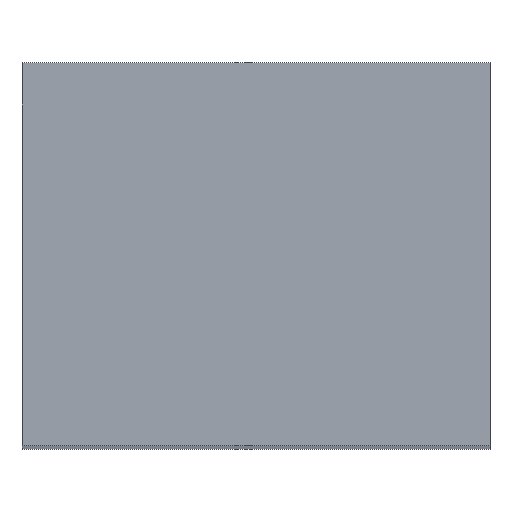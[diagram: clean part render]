
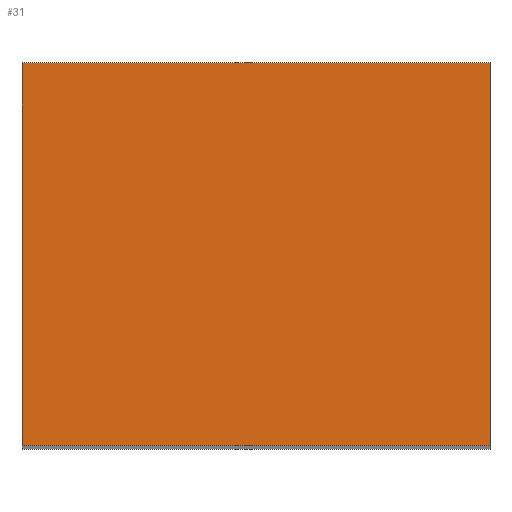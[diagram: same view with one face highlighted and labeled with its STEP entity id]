
A CAD part, top view. The second image highlights one B-rep face of the part: STEP entity #31.
In plain terms, the highlighted planar face has unit normal (0, 0, 1).
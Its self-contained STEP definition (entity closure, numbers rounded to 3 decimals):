
#1 = VERTEX_POINT ( 'NONE', #39 ) ;
#6 = DIRECTION ( 'NONE',  ( 0., -1., 0. ) ) ;
#14 = VERTEX_POINT ( 'NONE', #93 ) ;
#15 = VECTOR ( 'NONE', #94, 1000. ) ;
#18 = PLANE ( 'NONE',  #55 ) ;
#31 = ADVANCED_FACE ( 'NONE', ( #125 ), #18, .F. ) ;
#39 = CARTESIAN_POINT ( 'NONE',  ( 7.7, -6.3, 31. ) ) ;
#41 = LINE ( 'NONE', #58, #150 ) ;
#43 = DIRECTION ( 'NONE',  ( -1., 0., 0. ) ) ;
#46 = EDGE_LOOP ( 'NONE', ( #163, #162, #101, #185 ) ) ;
#54 = CARTESIAN_POINT ( 'NONE',  ( -7.7, -6.3, 31. ) ) ;
#55 = AXIS2_PLACEMENT_3D ( 'NONE', #177, #179, #168 ) ;
#58 = CARTESIAN_POINT ( 'NONE',  ( -7.7, 6.3, 31. ) ) ;
#78 = LINE ( 'NONE', #140, #145 ) ;
#81 = CARTESIAN_POINT ( 'NONE',  ( 7.7, 6.3, 31. ) ) ;
#93 = CARTESIAN_POINT ( 'NONE',  ( -7.7, 6.3, 31. ) ) ;
#94 = DIRECTION ( 'NONE',  ( 1., 0., 0. ) ) ;
#101 = ORIENTED_EDGE ( 'NONE', *, *, #102, .T. ) ;
#102 = EDGE_CURVE ( 'NONE', #14, #184, #78, .T. ) ;
#110 = LINE ( 'NONE', #146, #141 ) ;
#115 = LINE ( 'NONE', #54, #15 ) ;
#116 = VERTEX_POINT ( 'NONE', #81 ) ;
#117 = EDGE_CURVE ( 'NONE', #116, #14, #41, .T. ) ;
#125 = FACE_OUTER_BOUND ( 'NONE', #46, .T. ) ;
#140 = CARTESIAN_POINT ( 'NONE',  ( -7.7, -6.3, 31. ) ) ;
#141 = VECTOR ( 'NONE', #183, 1000. ) ;
#145 = VECTOR ( 'NONE', #6, 1000. ) ;
#146 = CARTESIAN_POINT ( 'NONE',  ( 7.7, -6.3, 31. ) ) ;
#150 = VECTOR ( 'NONE', #43, 1000. ) ;
#162 = ORIENTED_EDGE ( 'NONE', *, *, #117, .T. ) ;
#163 = ORIENTED_EDGE ( 'NONE', *, *, #166, .T. ) ;
#166 = EDGE_CURVE ( 'NONE', #1, #116, #110, .T. ) ;
#168 = DIRECTION ( 'NONE',  ( -1., 0., 0. ) ) ;
#170 = CARTESIAN_POINT ( 'NONE',  ( -7.7, -6.3, 31. ) ) ;
#177 = CARTESIAN_POINT ( 'NONE',  ( 0., 0., 31. ) ) ;
#179 = DIRECTION ( 'NONE',  ( 0., 0., -1. ) ) ;
#183 = DIRECTION ( 'NONE',  ( 0., 1., 0. ) ) ;
#184 = VERTEX_POINT ( 'NONE', #170 ) ;
#185 = ORIENTED_EDGE ( 'NONE', *, *, #187, .T. ) ;
#187 = EDGE_CURVE ( 'NONE', #184, #1, #115, .T. ) ;
